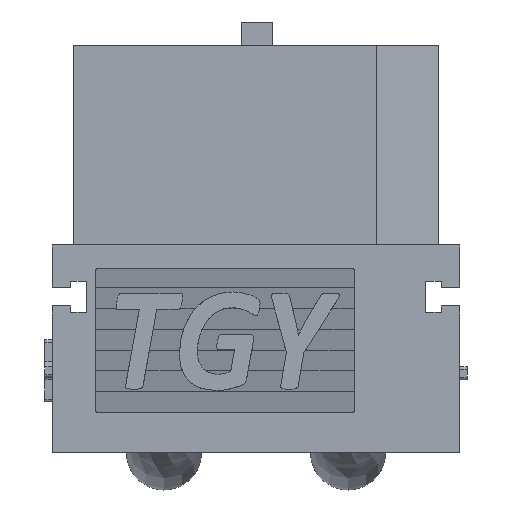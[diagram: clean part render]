
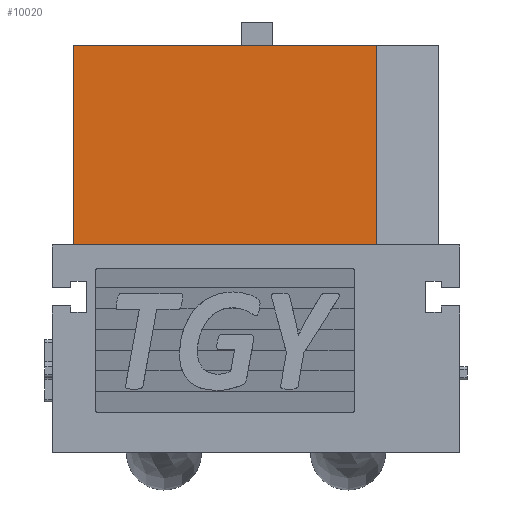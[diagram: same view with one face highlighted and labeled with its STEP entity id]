
A CAD part, front view. The second image highlights one B-rep face of the part: STEP entity #10020.
In plain terms, the highlighted planar face has unit normal (0, -1, 0).
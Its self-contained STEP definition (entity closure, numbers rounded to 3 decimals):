
#262 = VECTOR ( 'NONE', #11664, 1000. ) ;
#319 = VECTOR ( 'NONE', #3763, 1000. ) ;
#520 = EDGE_LOOP ( 'NONE', ( #2742, #12172, #6032, #8661 ) ) ;
#611 = AXIS2_PLACEMENT_3D ( 'NONE', #10839, #3528, #998 ) ;
#864 = VECTOR ( 'NONE', #2682, 1000. ) ;
#998 = DIRECTION ( 'NONE',  ( -1., 0., 0. ) ) ;
#1070 = CARTESIAN_POINT ( 'NONE',  ( 12.494, 0.8, 15.7 ) ) ;
#1378 = CARTESIAN_POINT ( 'NONE',  ( 0.8, 0.8, 15.7 ) ) ;
#1445 = EDGE_CURVE ( 'NONE', #5786, #5747, #2131, .T. ) ;
#1693 = EDGE_CURVE ( 'NONE', #9687, #7757, #4259, .T. ) ;
#2131 = LINE ( 'NONE', #6984, #262 ) ;
#2682 = DIRECTION ( 'NONE',  ( 1., 0., 0. ) ) ;
#2742 = ORIENTED_EDGE ( 'NONE', *, *, #1693, .T. ) ;
#3528 = DIRECTION ( 'NONE',  ( 0., 1., 0. ) ) ;
#3763 = DIRECTION ( 'NONE',  ( 0., 0., -1. ) ) ;
#4019 = CARTESIAN_POINT ( 'NONE',  ( 0.8, 0.8, 8. ) ) ;
#4259 = LINE ( 'NONE', #4019, #864 ) ;
#4809 = PLANE ( 'NONE',  #611 ) ;
#5747 = VERTEX_POINT ( 'NONE', #9607 ) ;
#5786 = VERTEX_POINT ( 'NONE', #15677 ) ;
#6032 = ORIENTED_EDGE ( 'NONE', *, *, #1445, .F. ) ;
#6758 = CARTESIAN_POINT ( 'NONE',  ( 12.494, 0.8, 8. ) ) ;
#6984 = CARTESIAN_POINT ( 'NONE',  ( 0.8, 0.8, 15.7 ) ) ;
#7757 = VERTEX_POINT ( 'NONE', #6758 ) ;
#8456 = FACE_OUTER_BOUND ( 'NONE', #520, .T. ) ;
#8661 = ORIENTED_EDGE ( 'NONE', *, *, #15523, .T. ) ;
#9560 = DIRECTION ( 'NONE',  ( 0., 0., -1. ) ) ;
#9607 = CARTESIAN_POINT ( 'NONE',  ( 12.494, 0.8, 15.7 ) ) ;
#9687 = VERTEX_POINT ( 'NONE', #11976 ) ;
#10020 = ADVANCED_FACE ( 'NONE', ( #8456 ), #4809, .F. ) ;
#10839 = CARTESIAN_POINT ( 'NONE',  ( 0.8, 0.8, 15.7 ) ) ;
#10978 = VECTOR ( 'NONE', #9560, 1000. ) ;
#11664 = DIRECTION ( 'NONE',  ( 1., 0., 0. ) ) ;
#11949 = LINE ( 'NONE', #1070, #10978 ) ;
#11976 = CARTESIAN_POINT ( 'NONE',  ( 0.8, 0.8, 8. ) ) ;
#12172 = ORIENTED_EDGE ( 'NONE', *, *, #15425, .F. ) ;
#13611 = LINE ( 'NONE', #1378, #319 ) ;
#15425 = EDGE_CURVE ( 'NONE', #5747, #7757, #11949, .T. ) ;
#15523 = EDGE_CURVE ( 'NONE', #5786, #9687, #13611, .T. ) ;
#15677 = CARTESIAN_POINT ( 'NONE',  ( 0.8, 0.8, 15.7 ) ) ;
